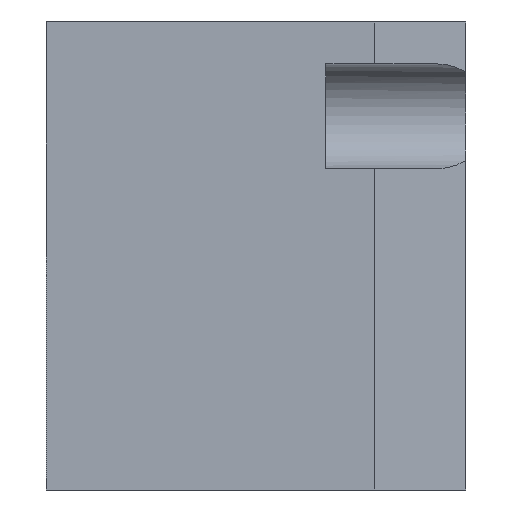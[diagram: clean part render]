
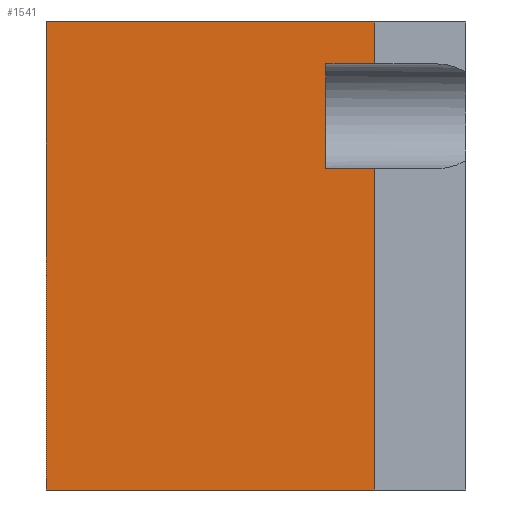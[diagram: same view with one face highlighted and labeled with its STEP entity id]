
A CAD part, left-side view. The second image highlights one B-rep face of the part: STEP entity #1541.
In plain terms, the highlighted planar face has unit normal (-1, 0, 0).
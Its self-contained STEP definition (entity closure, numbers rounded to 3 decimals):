
#99=PLANE('',#1772);
#169=FACE_OUTER_BOUND('',#267,.T.);
#267=EDGE_LOOP('',(#1223,#1224,#1225,#1226,#1227,#1228,#1229,#1230));
#376=LINE('',#2574,#511);
#378=LINE('',#2580,#513);
#381=LINE('',#2592,#516);
#391=LINE('',#2622,#526);
#392=LINE('',#2624,#527);
#393=LINE('',#2626,#528);
#394=LINE('',#2628,#529);
#395=LINE('',#2629,#530);
#511=VECTOR('',#2059,10.);
#513=VECTOR('',#2063,10.);
#516=VECTOR('',#2078,10.);
#526=VECTOR('',#2106,10.);
#527=VECTOR('',#2107,10.);
#528=VECTOR('',#2108,10.);
#529=VECTOR('',#2109,10.);
#530=VECTOR('',#2110,10.);
#727=VERTEX_POINT('',#2568);
#729=VERTEX_POINT('',#2572);
#730=VERTEX_POINT('',#2576);
#732=VERTEX_POINT('',#2579);
#746=VERTEX_POINT('',#2621);
#747=VERTEX_POINT('',#2623);
#748=VERTEX_POINT('',#2625);
#749=VERTEX_POINT('',#2627);
#901=EDGE_CURVE('',#727,#729,#376,.T.);
#903=EDGE_CURVE('',#732,#730,#378,.T.);
#910=EDGE_CURVE('',#729,#732,#381,.T.);
#924=EDGE_CURVE('',#730,#746,#391,.T.);
#925=EDGE_CURVE('',#746,#747,#392,.T.);
#926=EDGE_CURVE('',#748,#747,#393,.T.);
#927=EDGE_CURVE('',#748,#749,#394,.T.);
#928=EDGE_CURVE('',#749,#727,#395,.T.);
#1223=ORIENTED_EDGE('',*,*,#901,.T.);
#1224=ORIENTED_EDGE('',*,*,#910,.T.);
#1225=ORIENTED_EDGE('',*,*,#903,.T.);
#1226=ORIENTED_EDGE('',*,*,#924,.T.);
#1227=ORIENTED_EDGE('',*,*,#925,.T.);
#1228=ORIENTED_EDGE('',*,*,#926,.F.);
#1229=ORIENTED_EDGE('',*,*,#927,.T.);
#1230=ORIENTED_EDGE('',*,*,#928,.T.);
#1541=ADVANCED_FACE('',(#169),#99,.T.);
#1772=AXIS2_PLACEMENT_3D('',#2620,#2104,#2105);
#2059=DIRECTION('',(0.,1.,0.));
#2063=DIRECTION('',(0.,-1.,0.));
#2078=DIRECTION('',(0.,0.,1.));
#2104=DIRECTION('center_axis',(-1.,0.,0.));
#2105=DIRECTION('ref_axis',(0.,0.,1.));
#2106=DIRECTION('',(0.,0.,1.));
#2107=DIRECTION('',(0.,1.,0.));
#2108=DIRECTION('',(0.,0.,1.));
#2109=DIRECTION('',(0.,-1.,0.));
#2110=DIRECTION('',(0.,0.,1.));
#2568=CARTESIAN_POINT('',(-37.965,-19.057,12.5));
#2572=CARTESIAN_POINT('',(-37.965,-12.057,12.5));
#2574=CARTESIAN_POINT('',(-37.965,-32.057,12.5));
#2576=CARTESIAN_POINT('',(-37.965,-19.057,27.5));
#2579=CARTESIAN_POINT('',(-37.965,-12.057,27.5));
#2580=CARTESIAN_POINT('',(-37.965,-32.057,27.5));
#2592=CARTESIAN_POINT('',(-37.965,-12.057,10.));
#2620=CARTESIAN_POINT('Origin',(-37.965,-32.057,0.));
#2621=CARTESIAN_POINT('',(-37.965,-19.057,33.5));
#2622=CARTESIAN_POINT('',(-37.965,-19.057,16.75));
#2623=CARTESIAN_POINT('',(-37.965,27.943,33.5));
#2624=CARTESIAN_POINT('',(-37.965,-32.057,33.5));
#2625=CARTESIAN_POINT('',(-37.965,27.943,-33.5));
#2626=CARTESIAN_POINT('',(-37.965,27.943,0.));
#2627=CARTESIAN_POINT('',(-37.965,-19.057,-33.5));
#2628=CARTESIAN_POINT('',(-37.965,-32.057,-33.5));
#2629=CARTESIAN_POINT('',(-37.965,-19.057,16.75));
